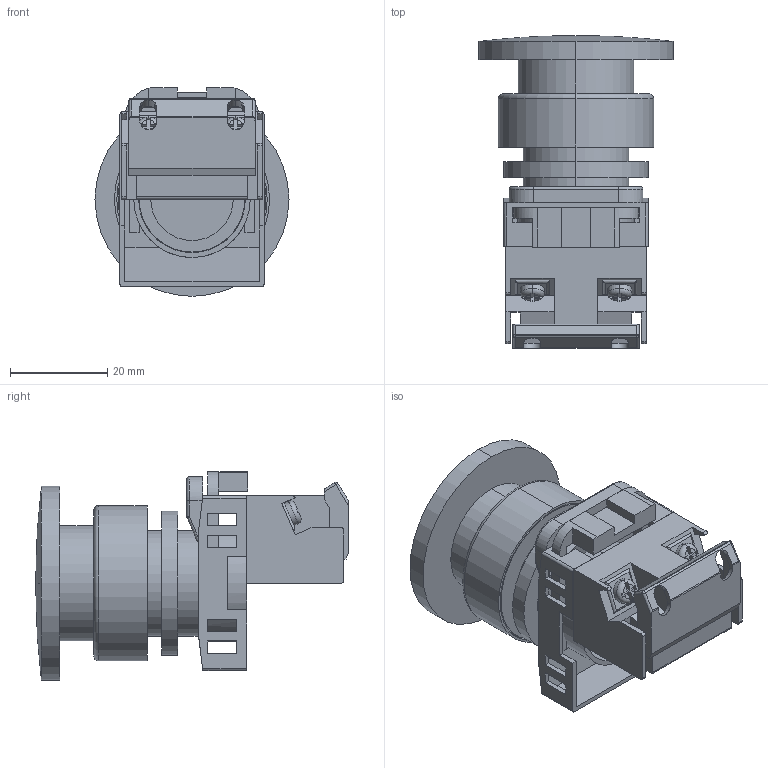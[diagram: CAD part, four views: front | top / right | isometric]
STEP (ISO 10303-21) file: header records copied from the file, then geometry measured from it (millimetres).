
FILE_DESCRIPTION (( 'STEP AP214' ), '1' );
FILE_NAME ('AR22M0R-10SZA.step', '2017-08-28T21:15:41', ( '' ), ( '' ), 'SwSTEP 2.0', 'SolidWorks 2017', '' );
FILE_SCHEMA (( 'AUTOMOTIVE_DESIGN' ));
Length unit declared in the file: millimetre
Products named in the file (1): AR22M0R-10SZA
Bounding box: 40 x 64.5 x 43 mm (x, y, z)
Volume: 35930 mm3; surface area: 22029.7 mm2
Topology: 12 solids, 12 shells, 304 faces, 808 edges, 525 vertices
Faces by surface type: plane 202, cylinder 76, torus 12, sphere 9, bspline 5
Entity records: 9987 total; most frequent: CARTESIAN_POINT 2397, ORIENTED_EDGE 1612, DIRECTION 1450, EDGE_CURVE 806, VECTOR 556, LINE 556, VERTEX_POINT 525, AXIS2_PLACEMENT_3D 447
